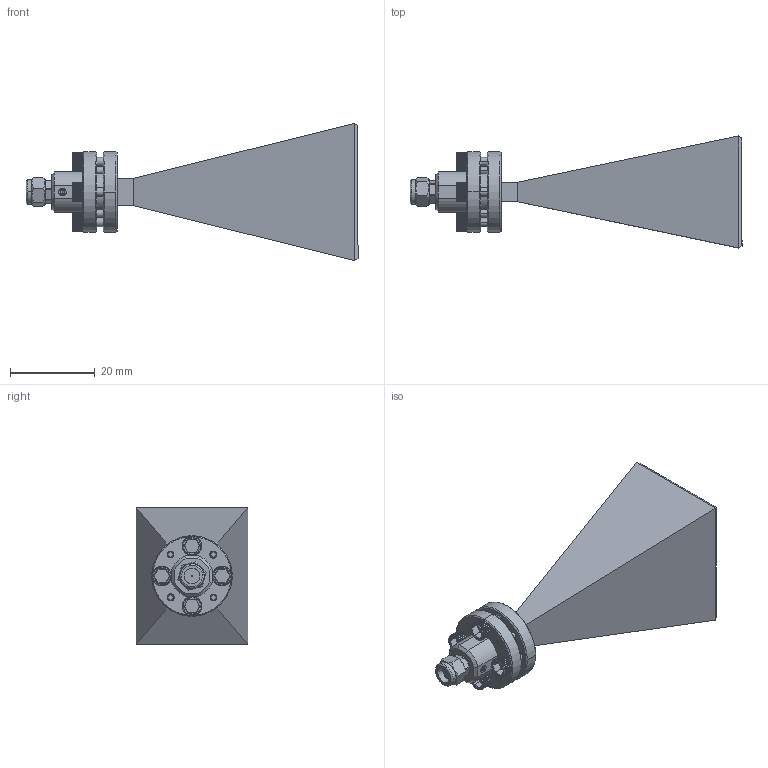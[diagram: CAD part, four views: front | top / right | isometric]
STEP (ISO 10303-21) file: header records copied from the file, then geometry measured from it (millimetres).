
FILE_DESCRIPTION (( 'STEP AP203' ), '1' );
FILE_NAME ('SAR-2309-151M-E21.STEP', '2020-01-15T00:10:18', ( '' ), ( '' ), 'SwSTEP 2.0', 'SolidWorks 2016', '' );
FILE_SCHEMA (( 'CONFIG_CONTROL_DESIGN' ));
Length unit declared in the file: inch
Products named in the file (1): SAR-2309-151M-E21
Bounding box: 78.39 x 26.43 x 32.4 mm (x, y, z)
Surface area: 9669.1 mm2 (no closed solid volume)
Topology: 0 solids, 1 shells, 892 faces, 2491 edges, 1630 vertices
Faces by surface type: plane 505, cylinder 268, cone 101, bspline 18
Entity records: 37095 total; most frequent: CARTESIAN_POINT 15697, ORIENTED_EDGE 4974, DIRECTION 3677, EDGE_CURVE 2487, VERTEX_POINT 1630, AXIS2_PLACEMENT_3D 1257, LINE 1163, VECTOR 1163
